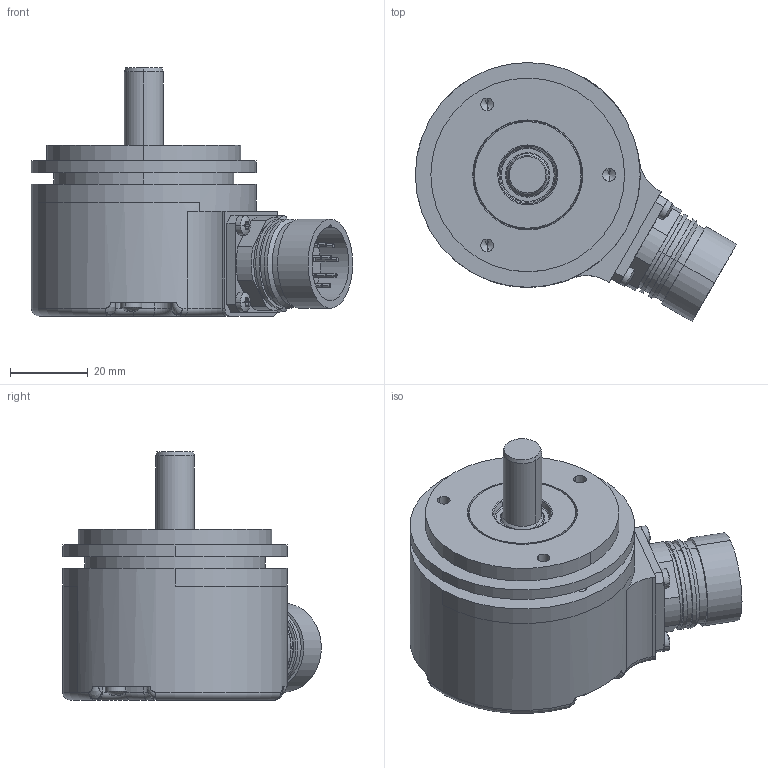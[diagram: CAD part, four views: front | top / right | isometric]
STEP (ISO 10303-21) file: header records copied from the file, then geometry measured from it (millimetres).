
FILE_DESCRIPTION((''),'2;1');
FILE_NAME('571935','2010-11-10T',('se2802'),(''),'PRO/ENGINEER BY PARAMETRIC TECHNOLOGY CORPORATION, 2010180','PRO/ENGINEER BY PARAMETRIC TECHNOLOGY CORPORATION, 2010180','');
FILE_SCHEMA(('CONFIG_CONTROL_DESIGN'));
Products named in the file (1): 571935
Bounding box: 82.9 x 66.76 x 64 mm (x, y, z)
Volume: 74396.8 mm3; surface area: 42827.6 mm2
Topology: 1 solids, 2 shells, 1520 faces, 4163 edges, 2702 vertices
Faces by surface type: cylinder 551, plane 480, extrusion 324, torus 75, cone 64, sphere 20, bspline 6
Entity records: 54320 total; most frequent: CARTESIAN_POINT 16077, ORIENTED_EDGE 8310, DIRECTION 7454, EDGE_CURVE 4155, AXIS2_PLACEMENT_3D 2733, VERTEX_POINT 2702, VECTOR 1988, EDGE_LOOP 1667
